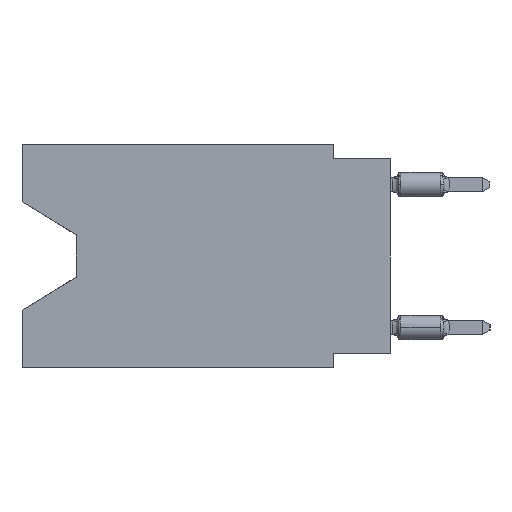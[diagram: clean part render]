
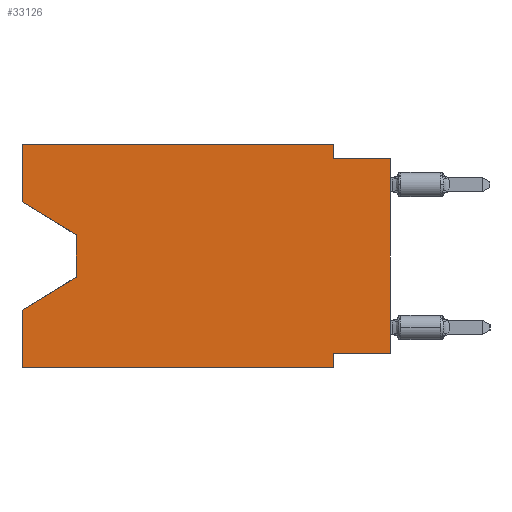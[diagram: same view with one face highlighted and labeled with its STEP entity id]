
A CAD part, left-side view. The second image highlights one B-rep face of the part: STEP entity #33126.
In plain terms, the highlighted planar face has unit normal (-1, 0, 0).
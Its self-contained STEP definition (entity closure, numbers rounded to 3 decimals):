
#178 = CARTESIAN_POINT ( 'NONE',  ( 0., 16.383, -9.906 ) ) ;
#1110 = VERTEX_POINT ( 'NONE', #10624 ) ;
#1258 = EDGE_CURVE ( 'NONE', #22382, #9986, #19364, .T. ) ;
#1604 = VECTOR ( 'NONE', #12645, 1000. ) ;
#1667 = VERTEX_POINT ( 'NONE', #12388 ) ;
#2272 = AXIS2_PLACEMENT_3D ( 'NONE', #15324, #8108, #7594 ) ;
#2709 = ORIENTED_EDGE ( 'NONE', *, *, #31599, .F. ) ;
#3366 = VECTOR ( 'NONE', #6286, 1000. ) ;
#3386 = DIRECTION ( 'NONE',  ( 0., 0., 1. ) ) ;
#4214 = CARTESIAN_POINT ( 'NONE',  ( 0., 13.97, -5.893 ) ) ;
#4576 = DIRECTION ( 'NONE',  ( 0., 0., -1. ) ) ;
#4754 = LINE ( 'NONE', #10253, #33297 ) ;
#4773 = ORIENTED_EDGE ( 'NONE', *, *, #27992, .F. ) ;
#6173 = EDGE_CURVE ( 'NONE', #1667, #27083, #17637, .T. ) ;
#6286 = DIRECTION ( 'NONE',  ( 0., 0., -1. ) ) ;
#6331 = VECTOR ( 'NONE', #4576, 1000. ) ;
#6387 = VERTEX_POINT ( 'NONE', #13961 ) ;
#6750 = DIRECTION ( 'NONE',  ( 0., 0., 1. ) ) ;
#6758 = EDGE_CURVE ( 'NONE', #30806, #18665, #23720, .T. ) ;
#7422 = EDGE_CURVE ( 'NONE', #30806, #6387, #4754, .T. ) ;
#7594 = DIRECTION ( 'NONE',  ( 0., 0., -1. ) ) ;
#7669 = DIRECTION ( 'NONE',  ( 0., -1., 0. ) ) ;
#8083 = DIRECTION ( 'NONE',  ( 0., -1., 0. ) ) ;
#8108 = DIRECTION ( 'NONE',  ( 1., 0., 0. ) ) ;
#8168 = LINE ( 'NONE', #18131, #23396 ) ;
#8382 = VERTEX_POINT ( 'NONE', #29039 ) ;
#8858 = LINE ( 'NONE', #14185, #10858 ) ;
#8969 = VERTEX_POINT ( 'NONE', #27241 ) ;
#9015 = EDGE_CURVE ( 'NONE', #1110, #15379, #8858, .T. ) ;
#9448 = ORIENTED_EDGE ( 'NONE', *, *, #11150, .F. ) ;
#9986 = VERTEX_POINT ( 'NONE', #19178 ) ;
#9994 = CARTESIAN_POINT ( 'NONE',  ( 0., 2.54, -0.635 ) ) ;
#10253 = CARTESIAN_POINT ( 'NONE',  ( 0., 16.383, -9.906 ) ) ;
#10508 = ORIENTED_EDGE ( 'NONE', *, *, #32988, .T. ) ;
#10624 = CARTESIAN_POINT ( 'NONE',  ( 0., 0., -9.271 ) ) ;
#10858 = VECTOR ( 'NONE', #24657, 1000. ) ;
#11150 = EDGE_CURVE ( 'NONE', #9986, #1667, #13737, .T. ) ;
#11909 = CARTESIAN_POINT ( 'NONE',  ( 0., 0., 0. ) ) ;
#11943 = CARTESIAN_POINT ( 'NONE',  ( 0., 13.97, -5.893 ) ) ;
#12388 = CARTESIAN_POINT ( 'NONE',  ( 0., 2.54, 0. ) ) ;
#12645 = DIRECTION ( 'NONE',  ( 0., -0.855, -0.519 ) ) ;
#12707 = ORIENTED_EDGE ( 'NONE', *, *, #31801, .T. ) ;
#12912 = FACE_OUTER_BOUND ( 'NONE', #32306, .T. ) ;
#12925 = EDGE_CURVE ( 'NONE', #22382, #8969, #27950, .T. ) ;
#13208 = ORIENTED_EDGE ( 'NONE', *, *, #9015, .F. ) ;
#13568 = CARTESIAN_POINT ( 'NONE',  ( 0., 16.383, 0. ) ) ;
#13737 = LINE ( 'NONE', #13568, #21249 ) ;
#13921 = CARTESIAN_POINT ( 'NONE',  ( 0., 16.383, 0. ) ) ;
#13961 = CARTESIAN_POINT ( 'NONE',  ( 0., 2.54, -9.906 ) ) ;
#14185 = CARTESIAN_POINT ( 'NONE',  ( 0., 0., -9.271 ) ) ;
#14883 = CARTESIAN_POINT ( 'NONE',  ( 0., 16.383, -2.546 ) ) ;
#15228 = CARTESIAN_POINT ( 'NONE',  ( 0., 2.54, 0. ) ) ;
#15324 = CARTESIAN_POINT ( 'NONE',  ( 0., 16.383, 0. ) ) ;
#15379 = VERTEX_POINT ( 'NONE', #28737 ) ;
#16921 = LINE ( 'NONE', #11943, #31052 ) ;
#17637 = LINE ( 'NONE', #15228, #6331 ) ;
#18131 = CARTESIAN_POINT ( 'NONE',  ( 0., 0., -0.635 ) ) ;
#18134 = LINE ( 'NONE', #28803, #29414 ) ;
#18304 = DIRECTION ( 'NONE',  ( 0., 0., -1. ) ) ;
#18665 = VERTEX_POINT ( 'NONE', #31060 ) ;
#19178 = CARTESIAN_POINT ( 'NONE',  ( 0., 16.383, 0. ) ) ;
#19364 = LINE ( 'NONE', #32288, #30773 ) ;
#19428 = CARTESIAN_POINT ( 'NONE',  ( 0., 16.383, -2.546 ) ) ;
#20066 = EDGE_CURVE ( 'NONE', #8969, #21679, #32432, .T. ) ;
#21249 = VECTOR ( 'NONE', #8083, 1000. ) ;
#21489 = ORIENTED_EDGE ( 'NONE', *, *, #1258, .F. ) ;
#21679 = VERTEX_POINT ( 'NONE', #4214 ) ;
#22382 = VERTEX_POINT ( 'NONE', #19428 ) ;
#23020 = ORIENTED_EDGE ( 'NONE', *, *, #12925, .T. ) ;
#23396 = VECTOR ( 'NONE', #26534, 1000. ) ;
#23720 = LINE ( 'NONE', #13921, #26638 ) ;
#24326 = CARTESIAN_POINT ( 'NONE',  ( 0., 13.97, -4.013 ) ) ;
#24657 = DIRECTION ( 'NONE',  ( 0., 1., 0. ) ) ;
#24761 = VECTOR ( 'NONE', #6750, 1000. ) ;
#25588 = ORIENTED_EDGE ( 'NONE', *, *, #7422, .T. ) ;
#26534 = DIRECTION ( 'NONE',  ( 0., -1., 0. ) ) ;
#26638 = VECTOR ( 'NONE', #31657, 1000. ) ;
#27083 = VERTEX_POINT ( 'NONE', #9994 ) ;
#27147 = ORIENTED_EDGE ( 'NONE', *, *, #6758, .F. ) ;
#27241 = CARTESIAN_POINT ( 'NONE',  ( 0., 13.97, -4.013 ) ) ;
#27950 = LINE ( 'NONE', #14883, #1604 ) ;
#27992 = EDGE_CURVE ( 'NONE', #27083, #8382, #8168, .T. ) ;
#28164 = ORIENTED_EDGE ( 'NONE', *, *, #6173, .F. ) ;
#28737 = CARTESIAN_POINT ( 'NONE',  ( 0., 2.54, -9.271 ) ) ;
#28803 = CARTESIAN_POINT ( 'NONE',  ( 0., 2.54, -9.906 ) ) ;
#29039 = CARTESIAN_POINT ( 'NONE',  ( 0., 0., -0.635 ) ) ;
#29414 = VECTOR ( 'NONE', #18304, 1000. ) ;
#30773 = VECTOR ( 'NONE', #3386, 1000. ) ;
#30806 = VERTEX_POINT ( 'NONE', #178 ) ;
#31052 = VECTOR ( 'NONE', #32583, 1000. ) ;
#31060 = CARTESIAN_POINT ( 'NONE',  ( 0., 16.383, -7.36 ) ) ;
#31315 = ORIENTED_EDGE ( 'NONE', *, *, #20066, .T. ) ;
#31599 = EDGE_CURVE ( 'NONE', #15379, #6387, #18134, .T. ) ;
#31657 = DIRECTION ( 'NONE',  ( 0., 0., 1. ) ) ;
#31801 = EDGE_CURVE ( 'NONE', #21679, #18665, #16921, .T. ) ;
#32288 = CARTESIAN_POINT ( 'NONE',  ( 0., 16.383, 0. ) ) ;
#32306 = EDGE_LOOP ( 'NONE', ( #23020, #31315, #12707, #27147, #25588, #2709, #13208, #10508, #4773, #28164, #9448, #21489 ) ) ;
#32432 = LINE ( 'NONE', #24326, #3366 ) ;
#32583 = DIRECTION ( 'NONE',  ( 0., 0.855, -0.519 ) ) ;
#32725 = LINE ( 'NONE', #11909, #24761 ) ;
#32988 = EDGE_CURVE ( 'NONE', #1110, #8382, #32725, .T. ) ;
#33126 = ADVANCED_FACE ( 'NONE', ( #12912 ), #33910, .F. ) ;
#33297 = VECTOR ( 'NONE', #7669, 1000. ) ;
#33910 = PLANE ( 'NONE',  #2272 ) ;
